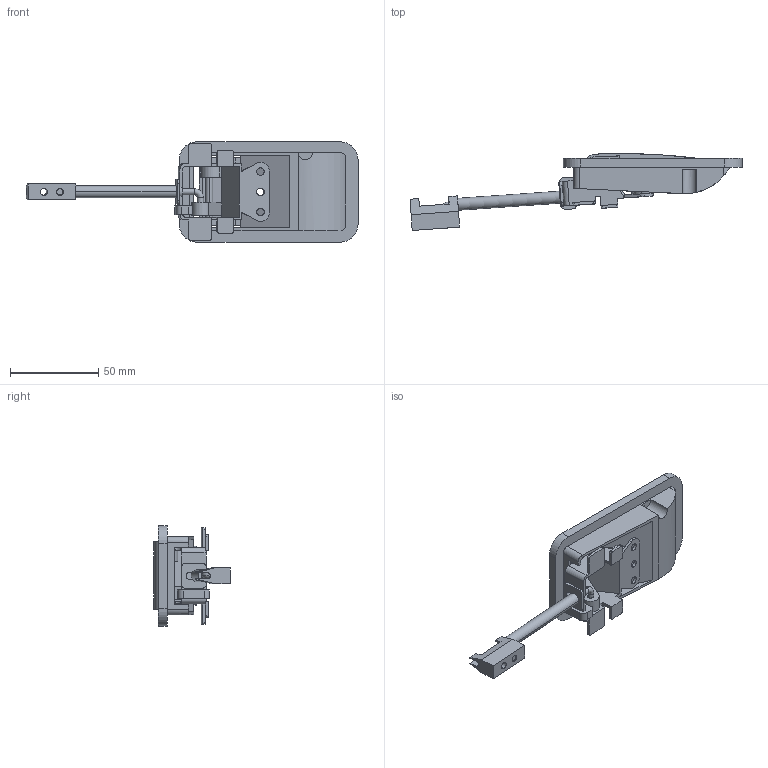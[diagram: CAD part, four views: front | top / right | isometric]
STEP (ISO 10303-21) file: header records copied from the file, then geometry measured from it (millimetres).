
FILE_DESCRIPTION (( 'STEP AP203' ), '1' );
FILE_NAME ('sone3D.STEP', '2014-05-02T00:50:54', ( '' ), ( '' ), 'SwSTEP 2.0', 'SolidWorks 2012', '' );
FILE_SCHEMA (( 'CONFIG_CONTROL_DESIGN' ));
Length unit declared in the file: millimetre
Products named in the file (8): sone3D; A-866-2軸_; A-866-2樹脂部品_; A-866-2樹脂部品ピン_; A-866-2ピン_; A-866-2受け_; A-866-2ハンドル_; A-866-2本体_
Assembly tree (7 placements, depth 2):
  sone3D
    A-866-2本体_
    A-866-2ハンドル_
    A-866-2受け_
    A-866-2ピン_
    A-866-2樹脂部品ピン_
    A-866-2樹脂部品_
    A-866-2軸_
Bounding box: 188.57 x 43.67 x 57 mm (x, y, z)
Volume: 40605.9 mm3; surface area: 35736 mm2
Topology: 7 solids, 7 shells, 275 faces, 747 edges, 488 vertices
Faces by surface type: plane 147, cylinder 116, cone 6, torus 4, bspline 2
Entity records: 10131 total; most frequent: CARTESIAN_POINT 2179, DIRECTION 1497, ORIENTED_EDGE 1494, EDGE_CURVE 747, AXIS2_PLACEMENT_3D 502, VECTOR 493, LINE 493, VERTEX_POINT 488
